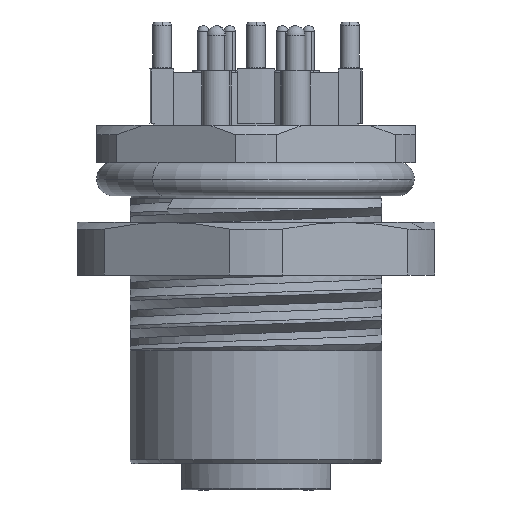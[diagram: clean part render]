
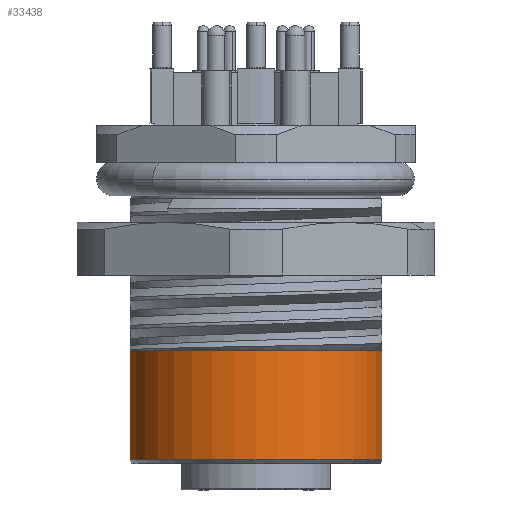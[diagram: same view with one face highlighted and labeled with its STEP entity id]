
A CAD part, front view. The second image highlights one B-rep face of the part: STEP entity #33438.
In plain terms, the highlighted cylindrical face has radius 6.8 mm (diameter 13.6 mm), a partial arc.
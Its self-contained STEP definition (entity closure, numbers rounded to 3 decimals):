
#149 = EDGE_LOOP ( 'NONE', ( #35998, #242, #18422, #17238 ) ) ;
#242 = ORIENTED_EDGE ( 'NONE', *, *, #20739, .T. ) ;
#1573 = DIRECTION ( 'NONE',  ( 0., 0., -1. ) ) ;
#3460 = CARTESIAN_POINT ( 'NONE',  ( -6.7, -1.162, -12. ) ) ;
#3761 = CARTESIAN_POINT ( 'NONE',  ( 6.7, -1.162, -12. ) ) ;
#5540 = DIRECTION ( 'NONE',  ( 0., 0., 1. ) ) ;
#6001 = EDGE_CURVE ( 'NONE', #9472, #14282, #28705, .T. ) ;
#7264 = DIRECTION ( 'NONE',  ( 0., 0., 1. ) ) ;
#9472 = VERTEX_POINT ( 'NONE', #3761 ) ;
#11643 = VECTOR ( 'NONE', #1573, 1000. ) ;
#14014 = DIRECTION ( 'NONE',  ( 0., 0., -1. ) ) ;
#14282 = VERTEX_POINT ( 'NONE', #3460 ) ;
#16335 = DIRECTION ( 'NONE',  ( 1., 0., 0. ) ) ;
#16994 = DIRECTION ( 'NONE',  ( 1., 0., 0. ) ) ;
#17238 = ORIENTED_EDGE ( 'NONE', *, *, #18034, .T. ) ;
#18034 = EDGE_CURVE ( 'NONE', #14282, #38337, #25193, .T. ) ;
#18422 = ORIENTED_EDGE ( 'NONE', *, *, #6001, .T. ) ;
#19099 = VERTEX_POINT ( 'NONE', #32543 ) ;
#20438 = CARTESIAN_POINT ( 'NONE',  ( -6.7, -1.162, -17.8 ) ) ;
#20486 = AXIS2_PLACEMENT_3D ( 'NONE', #37441, #7264, #35048 ) ;
#20739 = EDGE_CURVE ( 'NONE', #19099, #9472, #32742, .T. ) ;
#22025 = CARTESIAN_POINT ( 'NONE',  ( -6.7, -1.162, 0. ) ) ;
#25193 = LINE ( 'NONE', #22025, #11643 ) ;
#25458 = DIRECTION ( 'NONE',  ( 0., 0., -1. ) ) ;
#25462 = AXIS2_PLACEMENT_3D ( 'NONE', #38016, #14014, #16994 ) ;
#25934 = CYLINDRICAL_SURFACE ( 'NONE', #20486, 6.8 ) ;
#27678 = CARTESIAN_POINT ( 'NONE',  ( 0., 0., -12. ) ) ;
#28705 = CIRCLE ( 'NONE', #37583, 6.8 ) ;
#28724 = FACE_OUTER_BOUND ( 'NONE', #149, .T. ) ;
#30539 = EDGE_CURVE ( 'NONE', #19099, #38337, #36859, .T. ) ;
#32055 = VECTOR ( 'NONE', #5540, 1000. ) ;
#32543 = CARTESIAN_POINT ( 'NONE',  ( 6.7, -1.162, -17.8 ) ) ;
#32742 = LINE ( 'NONE', #39279, #32055 ) ;
#33438 = ADVANCED_FACE ( 'NONE', ( #28724 ), #25934, .T. ) ;
#35048 = DIRECTION ( 'NONE',  ( 1., 0., 0. ) ) ;
#35998 = ORIENTED_EDGE ( 'NONE', *, *, #30539, .F. ) ;
#36859 = CIRCLE ( 'NONE', #25462, 6.8 ) ;
#37441 = CARTESIAN_POINT ( 'NONE',  ( 0., 0., 0. ) ) ;
#37583 = AXIS2_PLACEMENT_3D ( 'NONE', #27678, #25458, #16335 ) ;
#38016 = CARTESIAN_POINT ( 'NONE',  ( 0., 0., -17.8 ) ) ;
#38337 = VERTEX_POINT ( 'NONE', #20438 ) ;
#39279 = CARTESIAN_POINT ( 'NONE',  ( 6.7, -1.162, 0. ) ) ;
